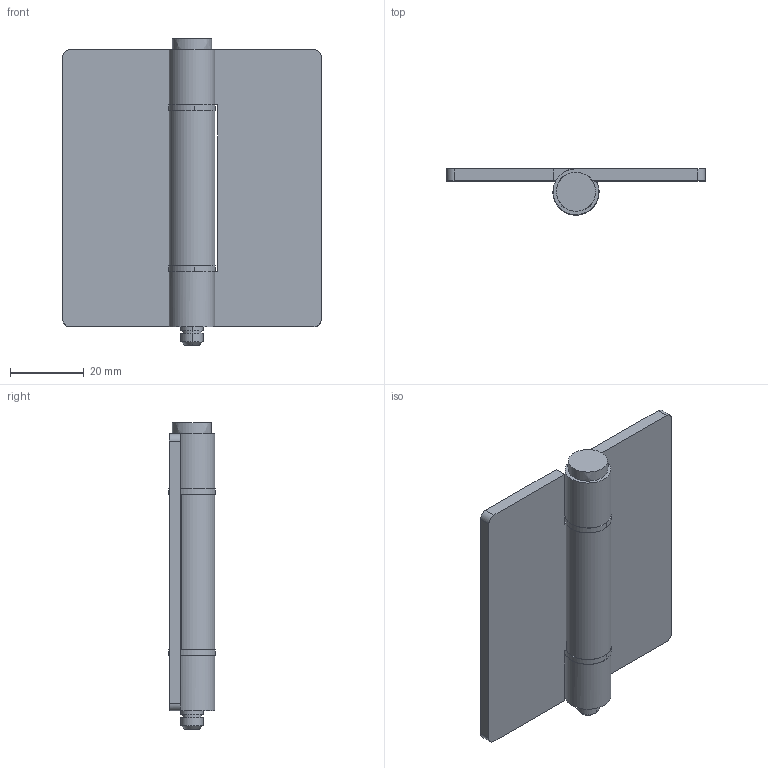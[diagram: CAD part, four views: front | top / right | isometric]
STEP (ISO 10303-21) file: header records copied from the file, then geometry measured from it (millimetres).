
FILE_DESCRIPTION((''),'2;1');
FILE_NAME('','2005-04-20T09:58:32',(''),(''),'','CADfix','');
FILE_SCHEMA(('AUTOMOTIVE_DESIGN'));
Length unit declared in the file: millimetre
Products named in the file (5): washer; shaft; hinge piece_B; hinge piece_A; TH_66_3_13676_36
Assembly tree (5 placements, depth 2):
  TH_66_3_13676_36
    washer  x2
    shaft
    hinge piece_B
    hinge piece_A
Bounding box: 70 x 12.48 x 83 mm (x, y, z)
Volume: 23479.2 mm3; surface area: 17162.2 mm2
Topology: 5 solids, 5 shells, 56 faces, 160 edges, 118 vertices
Faces by surface type: bspline 56
Entity records: 1914 total; most frequent: CARTESIAN_POINT 987, ORIENTED_EDGE 280, EDGE_CURVE 140, VERTEX_POINT 102, QUASI_UNIFORM_CURVE 70, EDGE_LOOP 56, FACE_OUTER_BOUND 50, ADVANCED_FACE 50
